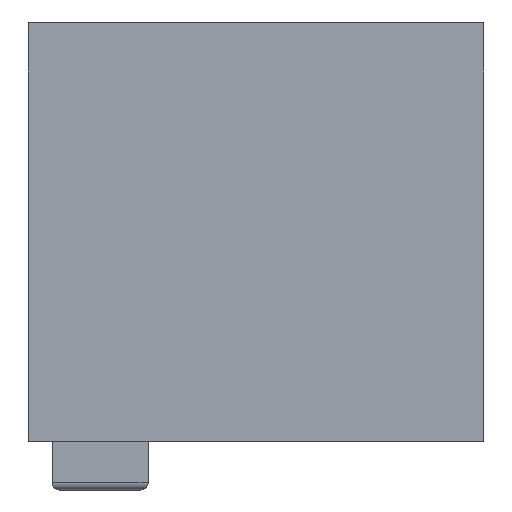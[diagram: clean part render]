
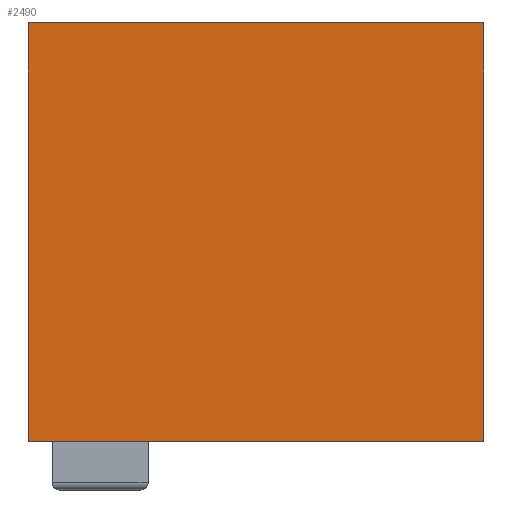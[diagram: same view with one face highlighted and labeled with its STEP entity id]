
A CAD part, top view. The second image highlights one B-rep face of the part: STEP entity #2490.
In plain terms, the highlighted planar face has unit normal (0, 0, 1).
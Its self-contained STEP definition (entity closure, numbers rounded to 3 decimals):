
#2022 = VERTEX_POINT('',#2023);
#2023 = CARTESIAN_POINT('',(19.,0.,13.4));
#2030 = PLANE('',#2031);
#2031 = AXIS2_PLACEMENT_3D('',#2032,#2033,#2034);
#2032 = CARTESIAN_POINT('',(19.,0.,11.));
#2033 = DIRECTION('',(1.,0.,-0.));
#2034 = DIRECTION('',(0.,-1.,0.));
#2042 = PLANE('',#2043);
#2043 = AXIS2_PLACEMENT_3D('',#2044,#2045,#2046);
#2044 = CARTESIAN_POINT('',(19.,0.,11.));
#2045 = DIRECTION('',(-1.,0.,0.));
#2046 = DIRECTION('',(0.,1.,0.));
#2054 = EDGE_CURVE('',#2022,#2055,#2057,.T.);
#2055 = VERTEX_POINT('',#2056);
#2056 = CARTESIAN_POINT('',(19.,-16.,13.4));
#2057 = SURFACE_CURVE('',#2058,(#2062,#2069),.PCURVE_S1.);
#2058 = LINE('',#2059,#2060);
#2059 = CARTESIAN_POINT('',(19.,0.,13.4));
#2060 = VECTOR('',#2061,1.);
#2061 = DIRECTION('',(0.,-1.,0.));
#2062 = PCURVE('',#2030,#2063);
#2063 = DEFINITIONAL_REPRESENTATION('',(#2064),#2068);
#2064 = LINE('',#2065,#2066);
#2065 = CARTESIAN_POINT('',(0.,-2.4));
#2066 = VECTOR('',#2067,1.);
#2067 = DIRECTION('',(1.,0.));
#2068 = ( GEOMETRIC_REPRESENTATION_CONTEXT(2) 
PARAMETRIC_REPRESENTATION_CONTEXT() REPRESENTATION_CONTEXT('2D SPACE',''
  ) );
#2069 = PCURVE('',#2070,#2075);
#2070 = PLANE('',#2071);
#2071 = AXIS2_PLACEMENT_3D('',#2072,#2073,#2074);
#2072 = CARTESIAN_POINT('',(9.5,-7.25,13.4));
#2073 = DIRECTION('',(0.,0.,1.));
#2074 = DIRECTION('',(1.,0.,0.));
#2075 = DEFINITIONAL_REPRESENTATION('',(#2076),#2080);
#2076 = LINE('',#2077,#2078);
#2077 = CARTESIAN_POINT('',(9.5,7.25));
#2078 = VECTOR('',#2079,1.);
#2079 = DIRECTION('',(0.,-1.));
#2080 = ( GEOMETRIC_REPRESENTATION_CONTEXT(2) 
PARAMETRIC_REPRESENTATION_CONTEXT() REPRESENTATION_CONTEXT('2D SPACE',''
  ) );
#2098 = PLANE('',#2099);
#2099 = AXIS2_PLACEMENT_3D('',#2100,#2101,#2102);
#2100 = CARTESIAN_POINT('',(19.,-16.,11.));
#2101 = DIRECTION('',(0.,-1.,0.));
#2102 = DIRECTION('',(-1.,0.,0.));
#2140 = EDGE_CURVE('',#2055,#2141,#2143,.T.);
#2141 = VERTEX_POINT('',#2142);
#2142 = CARTESIAN_POINT('',(0.,-16.,13.4));
#2143 = SURFACE_CURVE('',#2144,(#2148,#2155),.PCURVE_S1.);
#2144 = LINE('',#2145,#2146);
#2145 = CARTESIAN_POINT('',(19.,-16.,13.4));
#2146 = VECTOR('',#2147,1.);
#2147 = DIRECTION('',(-1.,0.,0.));
#2148 = PCURVE('',#2098,#2149);
#2149 = DEFINITIONAL_REPRESENTATION('',(#2150),#2154);
#2150 = LINE('',#2151,#2152);
#2151 = CARTESIAN_POINT('',(0.,-2.4));
#2152 = VECTOR('',#2153,1.);
#2153 = DIRECTION('',(1.,0.));
#2154 = ( GEOMETRIC_REPRESENTATION_CONTEXT(2) 
PARAMETRIC_REPRESENTATION_CONTEXT() REPRESENTATION_CONTEXT('2D SPACE',''
  ) );
#2155 = PCURVE('',#2070,#2156);
#2156 = DEFINITIONAL_REPRESENTATION('',(#2157),#2161);
#2157 = LINE('',#2158,#2159);
#2158 = CARTESIAN_POINT('',(9.5,-8.75));
#2159 = VECTOR('',#2160,1.);
#2160 = DIRECTION('',(-1.,0.));
#2161 = ( GEOMETRIC_REPRESENTATION_CONTEXT(2) 
PARAMETRIC_REPRESENTATION_CONTEXT() REPRESENTATION_CONTEXT('2D SPACE',''
  ) );
#2179 = PLANE('',#2180);
#2180 = AXIS2_PLACEMENT_3D('',#2181,#2182,#2183);
#2181 = CARTESIAN_POINT('',(0.,-16.,11.));
#2182 = DIRECTION('',(-1.,0.,0.));
#2183 = DIRECTION('',(0.,1.,0.));
#2216 = EDGE_CURVE('',#2141,#2217,#2219,.T.);
#2217 = VERTEX_POINT('',#2218);
#2218 = CARTESIAN_POINT('',(0.,0.,13.4));
#2219 = SURFACE_CURVE('',#2220,(#2224,#2231),.PCURVE_S1.);
#2220 = LINE('',#2221,#2222);
#2221 = CARTESIAN_POINT('',(0.,-16.,13.4));
#2222 = VECTOR('',#2223,1.);
#2223 = DIRECTION('',(0.,1.,0.));
#2224 = PCURVE('',#2179,#2225);
#2225 = DEFINITIONAL_REPRESENTATION('',(#2226),#2230);
#2226 = LINE('',#2227,#2228);
#2227 = CARTESIAN_POINT('',(0.,-2.4));
#2228 = VECTOR('',#2229,1.);
#2229 = DIRECTION('',(1.,0.));
#2230 = ( GEOMETRIC_REPRESENTATION_CONTEXT(2) 
PARAMETRIC_REPRESENTATION_CONTEXT() REPRESENTATION_CONTEXT('2D SPACE',''
  ) );
#2231 = PCURVE('',#2070,#2232);
#2232 = DEFINITIONAL_REPRESENTATION('',(#2233),#2237);
#2233 = LINE('',#2234,#2235);
#2234 = CARTESIAN_POINT('',(-9.5,-8.75));
#2235 = VECTOR('',#2236,1.);
#2236 = DIRECTION('',(0.,1.));
#2237 = ( GEOMETRIC_REPRESENTATION_CONTEXT(2) 
PARAMETRIC_REPRESENTATION_CONTEXT() REPRESENTATION_CONTEXT('2D SPACE',''
  ) );
#2255 = PLANE('',#2256);
#2256 = AXIS2_PLACEMENT_3D('',#2257,#2258,#2259);
#2257 = CARTESIAN_POINT('',(0.,1.5,11.));
#2258 = DIRECTION('',(1.,0.,-0.));
#2259 = DIRECTION('',(0.,-1.,0.));
#2294 = VERTEX_POINT('',#2295);
#2295 = CARTESIAN_POINT('',(0.,1.5,13.4));
#2309 = PLANE('',#2310);
#2310 = AXIS2_PLACEMENT_3D('',#2311,#2312,#2313);
#2311 = CARTESIAN_POINT('',(19.,1.5,11.));
#2312 = DIRECTION('',(0.,-1.,0.));
#2313 = DIRECTION('',(-1.,0.,0.));
#2321 = EDGE_CURVE('',#2294,#2217,#2322,.T.);
#2322 = SURFACE_CURVE('',#2323,(#2327,#2334),.PCURVE_S1.);
#2323 = LINE('',#2324,#2325);
#2324 = CARTESIAN_POINT('',(0.,1.5,13.4));
#2325 = VECTOR('',#2326,1.);
#2326 = DIRECTION('',(0.,-1.,0.));
#2327 = PCURVE('',#2255,#2328);
#2328 = DEFINITIONAL_REPRESENTATION('',(#2329),#2333);
#2329 = LINE('',#2330,#2331);
#2330 = CARTESIAN_POINT('',(0.,-2.4));
#2331 = VECTOR('',#2332,1.);
#2332 = DIRECTION('',(1.,0.));
#2333 = ( GEOMETRIC_REPRESENTATION_CONTEXT(2) 
PARAMETRIC_REPRESENTATION_CONTEXT() REPRESENTATION_CONTEXT('2D SPACE',''
  ) );
#2334 = PCURVE('',#2070,#2335);
#2335 = DEFINITIONAL_REPRESENTATION('',(#2336),#2340);
#2336 = LINE('',#2337,#2338);
#2337 = CARTESIAN_POINT('',(-9.5,8.75));
#2338 = VECTOR('',#2339,1.);
#2339 = DIRECTION('',(0.,-1.));
#2340 = ( GEOMETRIC_REPRESENTATION_CONTEXT(2) 
PARAMETRIC_REPRESENTATION_CONTEXT() REPRESENTATION_CONTEXT('2D SPACE',''
  ) );
#2370 = VERTEX_POINT('',#2371);
#2371 = CARTESIAN_POINT('',(19.,1.5,13.4));
#2392 = EDGE_CURVE('',#2370,#2294,#2393,.T.);
#2393 = SURFACE_CURVE('',#2394,(#2398,#2405),.PCURVE_S1.);
#2394 = LINE('',#2395,#2396);
#2395 = CARTESIAN_POINT('',(19.,1.5,13.4));
#2396 = VECTOR('',#2397,1.);
#2397 = DIRECTION('',(-1.,0.,0.));
#2398 = PCURVE('',#2309,#2399);
#2399 = DEFINITIONAL_REPRESENTATION('',(#2400),#2404);
#2400 = LINE('',#2401,#2402);
#2401 = CARTESIAN_POINT('',(0.,-2.4));
#2402 = VECTOR('',#2403,1.);
#2403 = DIRECTION('',(1.,0.));
#2404 = ( GEOMETRIC_REPRESENTATION_CONTEXT(2) 
PARAMETRIC_REPRESENTATION_CONTEXT() REPRESENTATION_CONTEXT('2D SPACE',''
  ) );
#2405 = PCURVE('',#2070,#2406);
#2406 = DEFINITIONAL_REPRESENTATION('',(#2407),#2411);
#2407 = LINE('',#2408,#2409);
#2408 = CARTESIAN_POINT('',(9.5,8.75));
#2409 = VECTOR('',#2410,1.);
#2410 = DIRECTION('',(-1.,0.));
#2411 = ( GEOMETRIC_REPRESENTATION_CONTEXT(2) 
PARAMETRIC_REPRESENTATION_CONTEXT() REPRESENTATION_CONTEXT('2D SPACE',''
  ) );
#2439 = EDGE_CURVE('',#2022,#2370,#2440,.T.);
#2440 = SURFACE_CURVE('',#2441,(#2445,#2452),.PCURVE_S1.);
#2441 = LINE('',#2442,#2443);
#2442 = CARTESIAN_POINT('',(19.,0.,13.4));
#2443 = VECTOR('',#2444,1.);
#2444 = DIRECTION('',(0.,1.,0.));
#2445 = PCURVE('',#2042,#2446);
#2446 = DEFINITIONAL_REPRESENTATION('',(#2447),#2451);
#2447 = LINE('',#2448,#2449);
#2448 = CARTESIAN_POINT('',(0.,-2.4));
#2449 = VECTOR('',#2450,1.);
#2450 = DIRECTION('',(1.,0.));
#2451 = ( GEOMETRIC_REPRESENTATION_CONTEXT(2) 
PARAMETRIC_REPRESENTATION_CONTEXT() REPRESENTATION_CONTEXT('2D SPACE',''
  ) );
#2452 = PCURVE('',#2070,#2453);
#2453 = DEFINITIONAL_REPRESENTATION('',(#2454),#2458);
#2454 = LINE('',#2455,#2456);
#2455 = CARTESIAN_POINT('',(9.5,7.25));
#2456 = VECTOR('',#2457,1.);
#2457 = DIRECTION('',(0.,1.));
#2458 = ( GEOMETRIC_REPRESENTATION_CONTEXT(2) 
PARAMETRIC_REPRESENTATION_CONTEXT() REPRESENTATION_CONTEXT('2D SPACE',''
  ) );
#2490 = ADVANCED_FACE('',(#2491),#2070,.T.);
#2491 = FACE_BOUND('',#2492,.F.);
#2492 = EDGE_LOOP('',(#2493,#2494,#2495,#2496,#2497,#2498));
#2493 = ORIENTED_EDGE('',*,*,#2054,.T.);
#2494 = ORIENTED_EDGE('',*,*,#2140,.T.);
#2495 = ORIENTED_EDGE('',*,*,#2216,.T.);
#2496 = ORIENTED_EDGE('',*,*,#2321,.F.);
#2497 = ORIENTED_EDGE('',*,*,#2392,.F.);
#2498 = ORIENTED_EDGE('',*,*,#2439,.F.);
